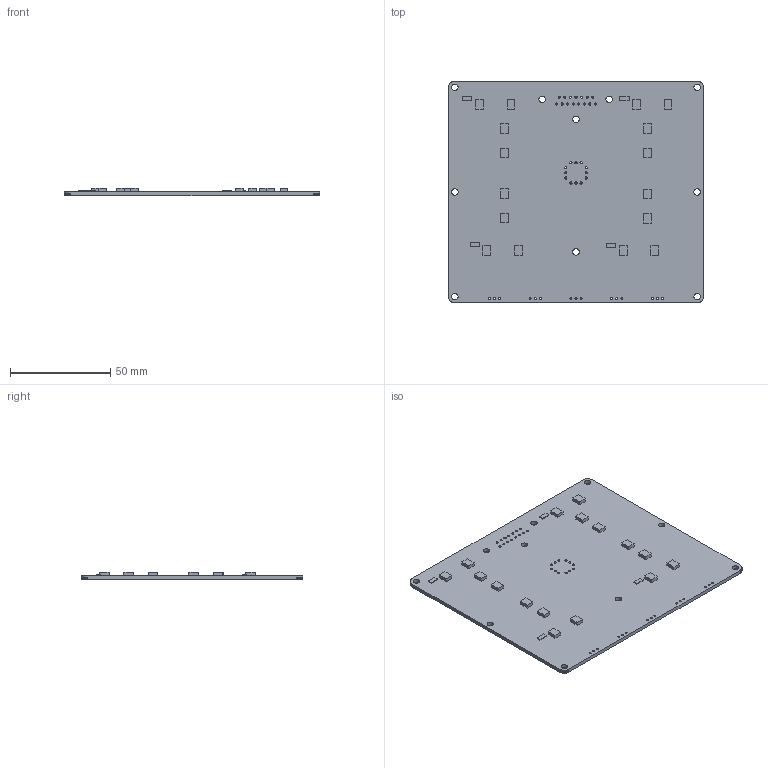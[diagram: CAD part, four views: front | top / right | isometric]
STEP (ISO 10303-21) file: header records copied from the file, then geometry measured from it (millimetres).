
FILE_DESCRIPTION(('Open CASCADE Model'),'2;1');
FILE_NAME('Open CASCADE Shape Model','2011-08-12T14:48:47',('Author'),( 'Open CASCADE'),'Open CASCADE STEP processor 6.2','Open CASCADE 6.2' ,'Unknown');
FILE_SCHEMA(('AUTOMOTIVE_DESIGN { 1 0 10303 214 1 1 1 1 }'));
Length unit declared in the file: millimetre
Products named in the file (26): PCB; Board; U4_An4; 451400000; Extruded; U4_An3; U4_An2; U4_An1; U3_An4; U3_An3; U3_An2; U3_An1; U2_DC4; U2_DC3; U2_DC2; U2_DC1; U1_DC4; U1_DC3; U1_DC2; U1_DC1; R2_DC4; 451392832; R2_DC3; R2_DC2; R2_DC1
Assembly tree (43 placements, depth 4):
  PCB
    Board
    U4_An4
      451400000
        Extruded
    U4_An3
      451400000
        Extruded
    U4_An2
      451400000
        Extruded
    U4_An1
      451400000
        Extruded
    U3_An4
      451400000
        Extruded
    U3_An3
      451400000
        Extruded
    U3_An2
      451400000
        Extruded
    U3_An1
      451400000
        Extruded
    U2_DC4
      451400000
        Extruded
    U2_DC3
      451400000
        Extruded
    U2_DC2
      451400000
        Extruded
    U2_DC1
      451400000
        Extruded
    U1_DC4
      451400000
        Extruded
    U1_DC3
      451400000
        Extruded
    U1_DC2
      451400000
        Extruded
    U1_DC1
      451400000
        Extruded
    R2_DC4
      451392832
        Extruded
    R2_DC3
      451392832
        Extruded
    R2_DC2
      451392832
        Extruded
    R2_DC1
Bounding box: 127.02 x 110.51 x 3.59 mm (x, y, z)
Volume: 26132.8 mm3; surface area: 30324.2 mm2
Topology: 21 solids, 21 shells, 222 faces, 540 edges, 360 vertices
Faces by surface type: plane 170, cylinder 52
Full cylindrical faces by diameter (mm): 1 x15, 1.029 x15, 1.097 x12, 3.198 x10
Entity records: 8784 total; most frequent: DIRECTION 1392, CARTESIAN_POINT 1346, LINE 764, VECTOR 764, ORIENTED_EDGE 648, PCURVE 648, DEFINITIONAL_REPRESENTATION 648, EDGE_CURVE 324
